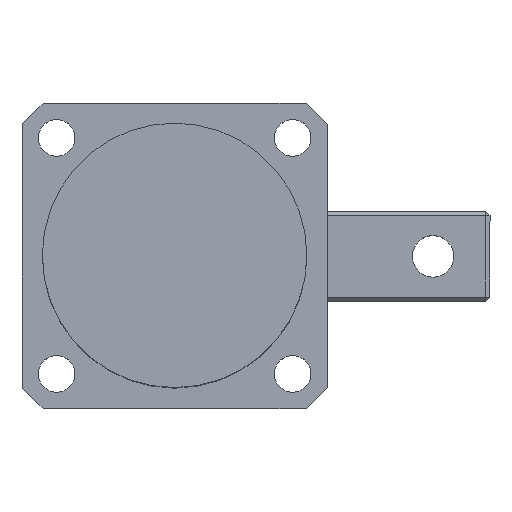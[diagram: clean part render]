
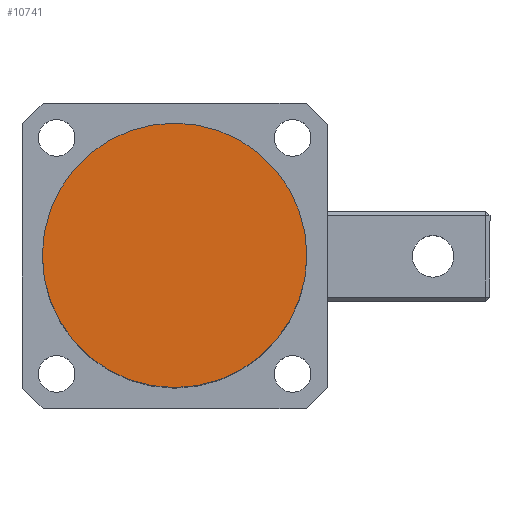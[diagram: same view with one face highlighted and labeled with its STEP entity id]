
A CAD part, top view. The second image highlights one B-rep face of the part: STEP entity #10741.
In plain terms, the highlighted planar face has unit normal (0, 0, 1).
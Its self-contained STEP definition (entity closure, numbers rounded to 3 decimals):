
#117 = VERTEX_POINT ( 'NONE', #1564 ) ;
#119 = VERTEX_POINT ( 'NONE', #1549 ) ;
#464 = EDGE_LOOP ( 'NONE', ( #9378, #10461 ) ) ;
#1312 = CIRCLE ( 'NONE', #5901, 32.5 ) ;
#1549 = CARTESIAN_POINT ( 'NONE',  ( 32.5, 0., 104. ) ) ;
#1564 = CARTESIAN_POINT ( 'NONE',  ( -32.5, 0., 104. ) ) ;
#2479 = DIRECTION ( 'NONE',  ( 1., 0., 0. ) ) ;
#2480 = DIRECTION ( 'NONE',  ( 0., 0., 1. ) ) ;
#2481 = CARTESIAN_POINT ( 'NONE',  ( 0., 0., 104. ) ) ;
#3075 = FACE_OUTER_BOUND ( 'NONE', #464, .T. ) ;
#3718 = DIRECTION ( 'NONE',  ( 0., 0., 1. ) ) ;
#3719 = CARTESIAN_POINT ( 'NONE',  ( 0., 0., 104. ) ) ;
#3749 = DIRECTION ( 'NONE',  ( 1., 0., 0. ) ) ;
#5425 = AXIS2_PLACEMENT_3D ( 'NONE', #9596, #9619, #9620 ) ;
#5714 = EDGE_CURVE ( 'NONE', #119, #117, #1312, .T. ) ;
#5758 = AXIS2_PLACEMENT_3D ( 'NONE', #2481, #2480, #2479 ) ;
#5901 = AXIS2_PLACEMENT_3D ( 'NONE', #3719, #3718, #3749 ) ;
#7911 = EDGE_CURVE ( 'NONE', #117, #119, #8821, .T. ) ;
#8821 = CIRCLE ( 'NONE', #5758, 32.5 ) ;
#9378 = ORIENTED_EDGE ( 'NONE', *, *, #7911, .T. ) ;
#9596 = CARTESIAN_POINT ( 'NONE',  ( 0., 0., 104. ) ) ;
#9600 = PLANE ( 'NONE',  #5425 ) ;
#9619 = DIRECTION ( 'NONE',  ( 0., 0., 1. ) ) ;
#9620 = DIRECTION ( 'NONE',  ( 1., 0., 0. ) ) ;
#10461 = ORIENTED_EDGE ( 'NONE', *, *, #5714, .T. ) ;
#10741 = ADVANCED_FACE ( 'NONE', ( #3075 ), #9600, .T. ) ;
